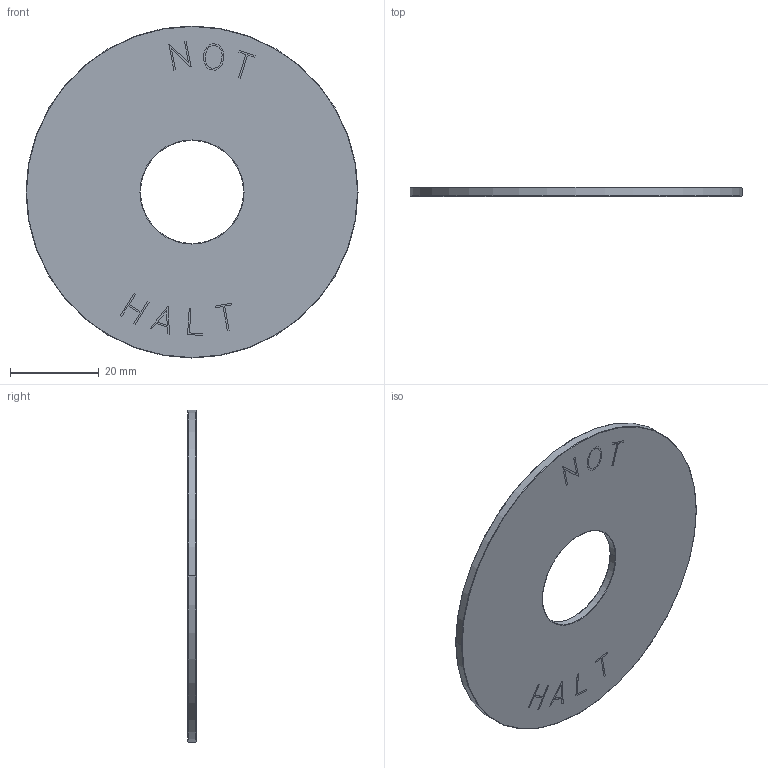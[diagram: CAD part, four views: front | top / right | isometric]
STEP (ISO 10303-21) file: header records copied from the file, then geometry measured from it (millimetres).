
FILE_DESCRIPTION(('no description'),'unknown implementation level');
FILE_NAME('1061_3SU1900-0BB31-0AT0_3D_v.stp',' ',('SIEMENS A&D'),('CADClick - KiM GmbH - www.kimweb.de'),'unknown preprocess','ACIS','unknown authorization');
FILE_SCHEMA(('automotive_design'));
Length unit declared in the file: millimetre
Products named in the file (1): 0
Bounding box: 75 x 2 x 75 mm (x, y, z)
Volume: 6170.7 mm3; surface area: 8735.1 mm2
Topology: 1 solids, 1 shells, 133 faces, 339 edges, 220 vertices
Faces by surface type: plane 105, torus 18, cylinder 10
Entity records: 7852 total; most frequent: STYLED_ITEM 693, PRESENTATION_STYLE_ASSIGNMENT 693, CARTESIAN_POINT 693, COLOUR_RGB 693, ORIENTED_EDGE 678, DIRECTION 663, EDGE_CURVE 339, CURVE_STYLE 339
